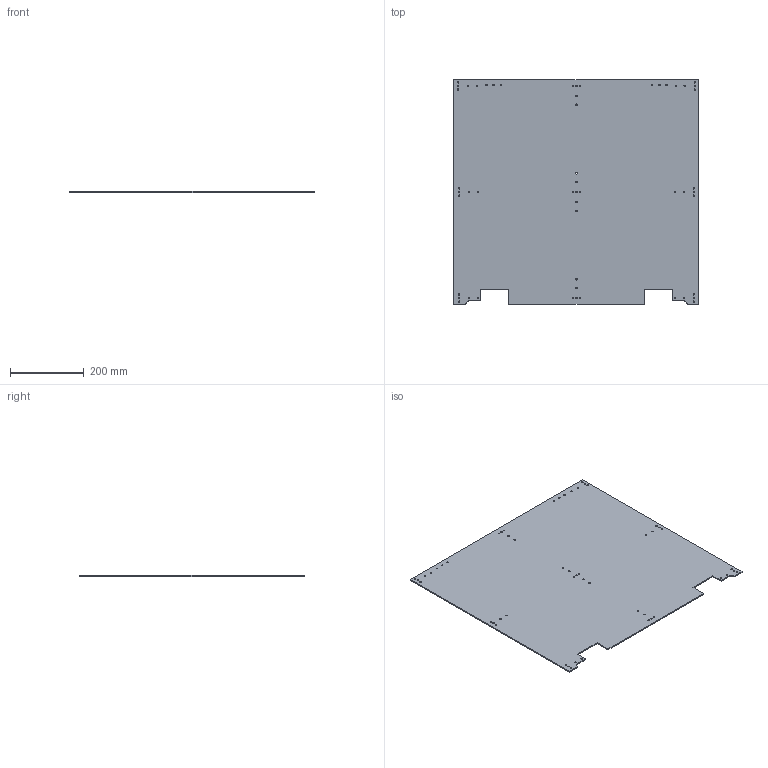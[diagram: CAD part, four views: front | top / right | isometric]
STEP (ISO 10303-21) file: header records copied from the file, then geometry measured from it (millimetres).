
FILE_DESCRIPTION(/* description */ (''),/* implementation_level */ '2;1');
FILE_NAME(/* name */ 'Composite base plate_.step',/* time_stamp */ '2025-08-05T14:29:41-07:00',/* author */ (''),/* organization */ (''),/* preprocessor_version */ 'ST-DEVELOPER v20.1',/* originating_system */ 'Autodesk Translation Framework v14.10.0.0',/* authorisation */ '');
FILE_SCHEMA (('AUTOMOTIVE_DESIGN { 1 0 10303 214 3 1 1 }'));
Length unit declared in the file: inch
Products named in the file (2): Composite base plate; Component1
Assembly tree (1 placements, depth 2):
  Composite base plate
    Component1
Bounding box: 662.7 x 609.6 x 3.17 mm (x, y, z)
Volume: 1257842.2 mm3; surface area: 803106.9 mm2
Topology: 1 solids, 1 shells, 71 faces, 207 edges, 138 vertices
Faces by surface type: cylinder 55, plane 16
Full cylindrical faces by diameter (mm): 4 x27, 4.2 x6, 4.3 x20
Entity records: 2678 total; most frequent: DIRECTION 465, CARTESIAN_POINT 419, ORIENTED_EDGE 414, EDGE_CURVE 207, AXIS2_PLACEMENT_3D 184, EDGE_LOOP 177, VERTEX_POINT 138, CIRCLE 110
